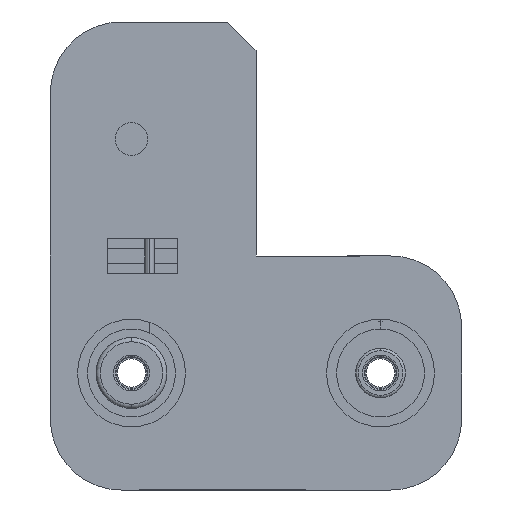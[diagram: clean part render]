
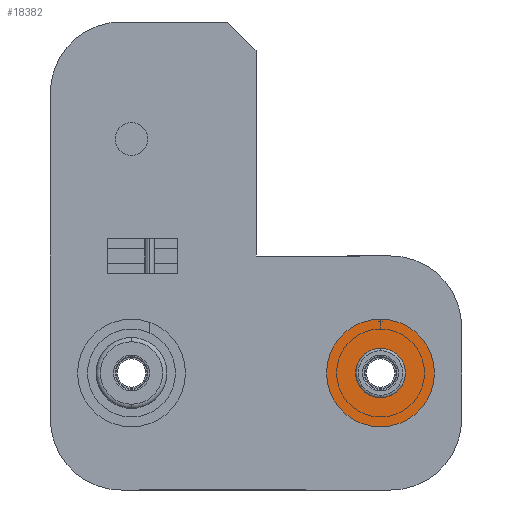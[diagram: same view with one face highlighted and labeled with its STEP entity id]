
A CAD part, left-side view. The second image highlights one B-rep face of the part: STEP entity #18382.
In plain terms, the highlighted planar face has unit normal (-1, 0, 0).
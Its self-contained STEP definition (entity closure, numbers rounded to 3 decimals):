
#677 = VERTEX_POINT ( 'NONE', #8802 ) ;
#1039 = CARTESIAN_POINT ( 'NONE',  ( -28.59, -8.78, 1.15 ) ) ;
#1124 = AXIS2_PLACEMENT_3D ( 'NONE', #10518, #10866, #9293 ) ;
#1928 = FACE_BOUND ( 'NONE', #3270, .T. ) ;
#2028 = CIRCLE ( 'NONE', #1124, 3.8 ) ;
#2154 = ORIENTED_EDGE ( 'NONE', *, *, #12355, .F. ) ;
#2222 = CARTESIAN_POINT ( 'NONE',  ( -28.59, -8.78, 3.8 ) ) ;
#2525 = CARTESIAN_POINT ( 'NONE',  ( -28.59, -8.78, 0. ) ) ;
#3012 = CARTESIAN_POINT ( 'NONE',  ( -28.59, -8.78, 0. ) ) ;
#3270 = EDGE_LOOP ( 'NONE', ( #9416, #2154 ) ) ;
#4506 = PLANE ( 'NONE',  #18331 ) ;
#4624 = AXIS2_PLACEMENT_3D ( 'NONE', #2525, #11341, #8347 ) ;
#4812 = ORIENTED_EDGE ( 'NONE', *, *, #9709, .T. ) ;
#5290 = CARTESIAN_POINT ( 'NONE',  ( -28.59, -8.78, 0. ) ) ;
#6309 = CIRCLE ( 'NONE', #18860, 3.8 ) ;
#8347 = DIRECTION ( 'NONE',  ( 0., 0., -1. ) ) ;
#8353 = CARTESIAN_POINT ( 'NONE',  ( -28.59, -8.78, -1.15 ) ) ;
#8802 = CARTESIAN_POINT ( 'NONE',  ( -28.59, -8.78, -3.8 ) ) ;
#8828 = VERTEX_POINT ( 'NONE', #8353 ) ;
#9064 = CARTESIAN_POINT ( 'NONE',  ( -28.59, -8.78, 0. ) ) ;
#9129 = DIRECTION ( 'NONE',  ( 0., 0., -1. ) ) ;
#9293 = DIRECTION ( 'NONE',  ( 0., 0., -1. ) ) ;
#9416 = ORIENTED_EDGE ( 'NONE', *, *, #16122, .F. ) ;
#9709 = EDGE_CURVE ( 'NONE', #677, #11089, #6309, .T. ) ;
#10518 = CARTESIAN_POINT ( 'NONE',  ( -28.59, -8.78, 0. ) ) ;
#10866 = DIRECTION ( 'NONE',  ( -1., 0., 0. ) ) ;
#11055 = CIRCLE ( 'NONE', #4624, 1.15 ) ;
#11089 = VERTEX_POINT ( 'NONE', #2222 ) ;
#11266 = AXIS2_PLACEMENT_3D ( 'NONE', #5290, #14236, #12704 ) ;
#11341 = DIRECTION ( 'NONE',  ( -1., 0., 0. ) ) ;
#12355 = EDGE_CURVE ( 'NONE', #14180, #8828, #18759, .T. ) ;
#12704 = DIRECTION ( 'NONE',  ( 0., 0., -1. ) ) ;
#14180 = VERTEX_POINT ( 'NONE', #1039 ) ;
#14236 = DIRECTION ( 'NONE',  ( -1., 0., 0. ) ) ;
#14482 = EDGE_CURVE ( 'NONE', #11089, #677, #2028, .T. ) ;
#15020 = ORIENTED_EDGE ( 'NONE', *, *, #14482, .T. ) ;
#15096 = DIRECTION ( 'NONE',  ( 1., 0., 0. ) ) ;
#16122 = EDGE_CURVE ( 'NONE', #8828, #14180, #11055, .T. ) ;
#17603 = DIRECTION ( 'NONE',  ( 0., 0., -1. ) ) ;
#18331 = AXIS2_PLACEMENT_3D ( 'NONE', #9064, #15096, #9129 ) ;
#18382 = ADVANCED_FACE ( 'NONE', ( #1928, #18607 ), #4506, .F. ) ;
#18607 = FACE_OUTER_BOUND ( 'NONE', #19168, .T. ) ;
#18759 = CIRCLE ( 'NONE', #11266, 1.15 ) ;
#18860 = AXIS2_PLACEMENT_3D ( 'NONE', #3012, #19062, #17603 ) ;
#19062 = DIRECTION ( 'NONE',  ( -1., 0., 0. ) ) ;
#19168 = EDGE_LOOP ( 'NONE', ( #15020, #4812 ) ) ;
